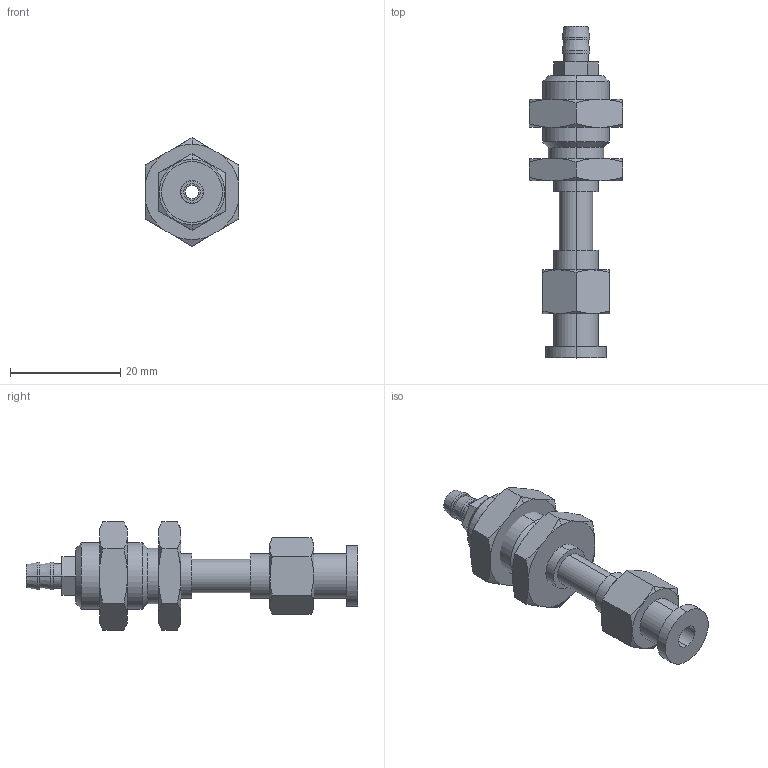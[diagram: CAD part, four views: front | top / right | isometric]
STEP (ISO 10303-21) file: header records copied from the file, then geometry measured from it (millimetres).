
FILE_DESCRIPTION (( 'STEP AP203' ), '1' );
FILE_NAME ('DL60-1211B.STEP', '2018-06-04T05:02:54', ( '' ), ( '' ), 'SwSTEP 2.0', 'SolidWorks 2014', '' );
FILE_SCHEMA (( 'CONFIG_CONTROL_DESIGN' ));
Length unit declared in the file: millimetre
Products named in the file (6): DL60-1211B-020; DL53-1211-030; DL60-1211B-010; DL60-1211B; M5鞠瘍苤脣郋; DL45-1211-040
Assembly tree (5 placements, depth 2):
  DL60-1211B
    DL60-1211B-010
    DL60-1211B-020
    DL53-1211-030
    DL45-1211-040
    M5鞠瘍苤脣郋
Bounding box: 17 x 60.1 x 19.63 mm (x, y, z)
Volume: 5190.4 mm3; surface area: 5134.2 mm2
Topology: 5 solids, 5 shells, 128 faces, 296 edges, 188 vertices
Faces by surface type: cone 46, plane 44, cylinder 38
Entity records: 4512 total; most frequent: CARTESIAN_POINT 968, DIRECTION 624, ORIENTED_EDGE 592, EDGE_CURVE 296, AXIS2_PLACEMENT_3D 252, VERTEX_POINT 188, EDGE_LOOP 148, ADVANCED_FACE 128
